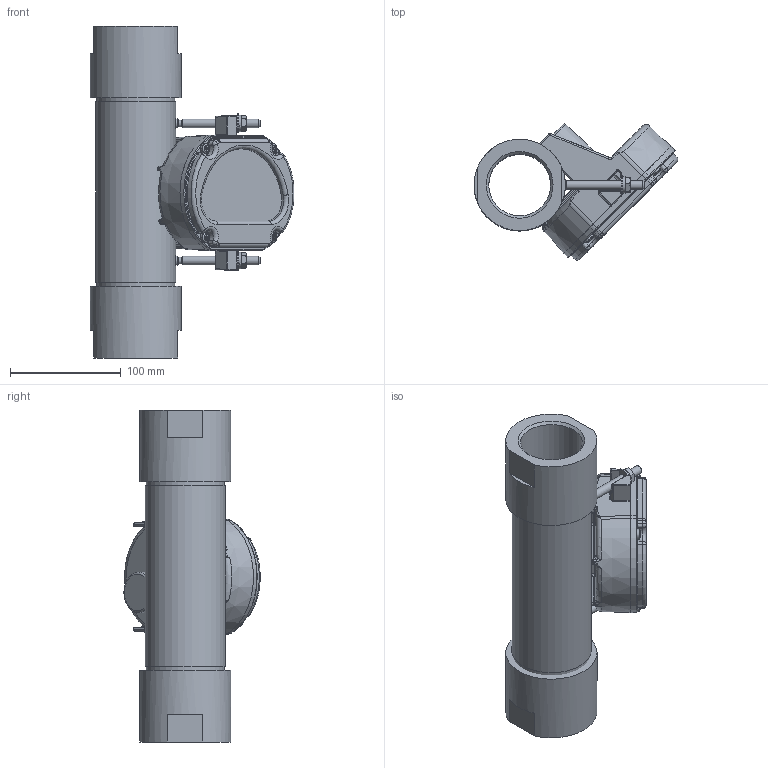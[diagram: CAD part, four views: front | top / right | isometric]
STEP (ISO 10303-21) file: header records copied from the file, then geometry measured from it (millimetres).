
FILE_DESCRIPTION(/* description */ (''),/* implementation_level */ '2;1');
FILE_NAME(/* name */ '',/* time_stamp */ '2014-11-12T08:12:47+01:00',/* author */ (''),/* organization */ (''),/* preprocessor_version */ 'ST-DEVELOPER v14',/* originating_system */ 'SIEMENS PLM Software NX 8.0',/* authorisation */ '');
FILE_SCHEMA (('CONFIG_CONTROL_DESIGN'));
Length unit declared in the file: millimetre
Products named in the file (1): sz13_2_incs_nptf_gp
Bounding box: 184.3 x 123.08 x 300 mm (x, y, z)
Volume: 1161982.3 mm3; surface area: 251585.1 mm2
Topology: 19 solids, 19 shells, 834 faces, 1974 edges, 1134 vertices
Faces by surface type: cylinder 219, plane 192, torus 161, bspline 117, cone 107, sphere 38
Full cylindrical faces by diameter (mm): 4.597 x4, 4.699 x4, 6 x2, 6.858 x2, 7.9 x2, 8.738 x2, 9.271 x4, 17.475 x2, 55.867 x2, 60 x1, 70.732 x2, 72.3 x1, 82.5 x2
Entity records: 37407 total; most frequent: CARTESIAN_POINT 19070, DIRECTION 4031, ORIENTED_EDGE 3656, EDGE_CURVE 1828, AXIS2_PLACEMENT_3D 1720, VERTEX_POINT 1116, EDGE_LOOP 942, CIRCLE 904
